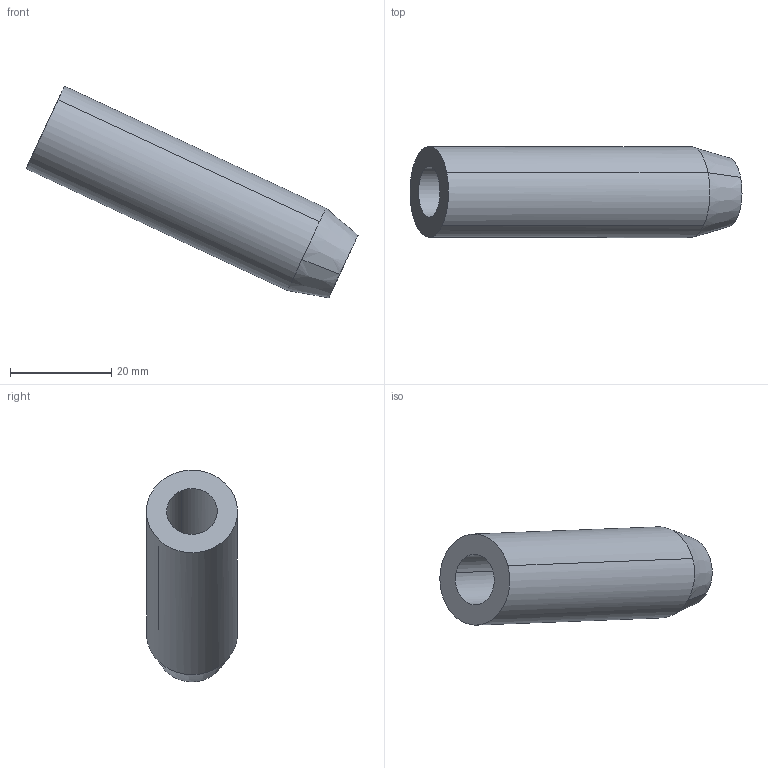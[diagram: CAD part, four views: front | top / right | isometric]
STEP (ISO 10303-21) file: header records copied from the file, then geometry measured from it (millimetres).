
FILE_DESCRIPTION(('produced by SPATIAL CORP'),'2;1');
FILE_NAME('Part38.hh.sat.stp', '2002-04-22T11:47:08+00:00',('SPATIAL CORP'),('SPATIAL CORP'), 'ACIS STEP Husk','http://www.spatial.com','SPATIAL CORP');
FILE_SCHEMA(('CONFIG_CONTROL_DESIGN'));
Length unit declared in the file: millimetre
Products named in the file (1): PRODUCT_ID_1
Bounding box: 65.61 x 17.98 x 41.83 mm (x, y, z)
Volume: 10988.8 mm3; surface area: 5922.9 mm2
Topology: 1 solids, 1 shells, 11 faces, 26 edges, 17 vertices
Faces by surface type: cylinder 6, cone 3, plane 2
Entity records: 371 total; most frequent: CARTESIAN_POINT 105, ORIENTED_EDGE 52, EDGE_CURVE 26, VERTEX_POINT 17, DIRECTION 16, EDGE_LOOP 13, FACE_BOUND 13, ADVANCED_FACE 11
